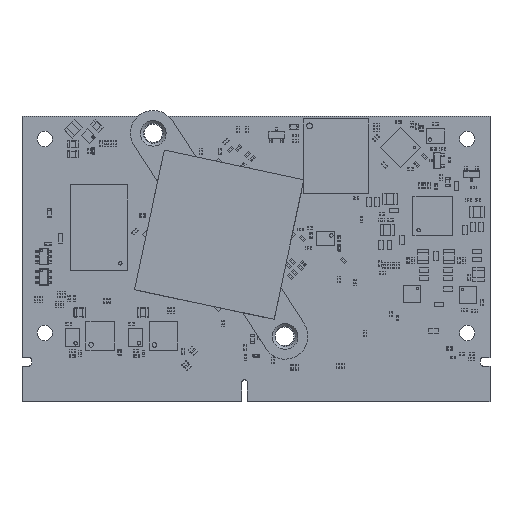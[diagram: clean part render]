
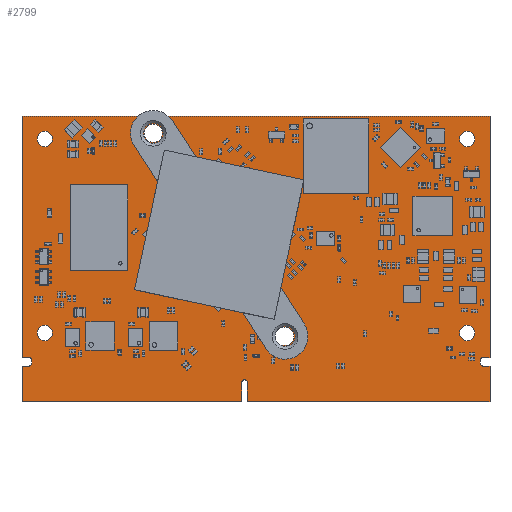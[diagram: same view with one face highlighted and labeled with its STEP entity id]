
A CAD part, top view. The second image highlights one B-rep face of the part: STEP entity #2799.
In plain terms, the highlighted planar face has unit normal (0, 0, 1).
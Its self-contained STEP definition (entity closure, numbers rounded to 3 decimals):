
#1932 = VERTEX_POINT('',#1933);
#1933 = CARTESIAN_POINT('',(0.,6.2,1.2));
#1939 = EDGE_CURVE('',#1932,#1940,#1942,.T.);
#1940 = VERTEX_POINT('',#1941);
#1941 = CARTESIAN_POINT('',(1.2,6.2,1.2));
#1942 = LINE('',#1943,#1944);
#1943 = CARTESIAN_POINT('',(0.,6.2,1.2));
#1944 = VECTOR('',#1945,1.);
#1945 = DIRECTION('',(1.,0.,0.));
#1970 = EDGE_CURVE('',#1940,#1971,#1973,.T.);
#1971 = VERTEX_POINT('',#1972);
#1972 = CARTESIAN_POINT('',(1.7,6.7,1.2));
#1973 = CIRCLE('',#1974,0.498);
#1974 = AXIS2_PLACEMENT_3D('',#1975,#1976,#1977);
#1975 = CARTESIAN_POINT('',(1.202,6.698,1.2));
#1976 = DIRECTION('',(0.,0.,1.));
#1977 = DIRECTION('',(-0.003,-1.,0.));
#2003 = EDGE_CURVE('',#1971,#2004,#2006,.T.);
#2004 = VERTEX_POINT('',#2005);
#2005 = CARTESIAN_POINT('',(1.7,7.2,1.2));
#2006 = LINE('',#2007,#2008);
#2007 = CARTESIAN_POINT('',(1.7,6.7,1.2));
#2008 = VECTOR('',#2009,1.);
#2009 = DIRECTION('',(0.,1.,0.));
#2034 = EDGE_CURVE('',#2004,#2035,#2037,.T.);
#2035 = VERTEX_POINT('',#2036);
#2036 = CARTESIAN_POINT('',(1.2,7.7,1.2));
#2037 = CIRCLE('',#2038,0.498);
#2038 = AXIS2_PLACEMENT_3D('',#2039,#2040,#2041);
#2039 = CARTESIAN_POINT('',(1.202,7.202,1.2));
#2040 = DIRECTION('',(0.,0.,1.));
#2041 = DIRECTION('',(1.,-0.003,0.));
#2067 = EDGE_CURVE('',#2035,#2068,#2070,.T.);
#2068 = VERTEX_POINT('',#2069);
#2069 = CARTESIAN_POINT('',(0.,7.7,1.2));
#2070 = LINE('',#2071,#2072);
#2071 = CARTESIAN_POINT('',(1.2,7.7,1.2));
#2072 = VECTOR('',#2073,1.);
#2073 = DIRECTION('',(-1.,0.,0.));
#2098 = EDGE_CURVE('',#2068,#2099,#2101,.T.);
#2099 = VERTEX_POINT('',#2100);
#2100 = CARTESIAN_POINT('',(0.,50.,1.2));
#2101 = LINE('',#2102,#2103);
#2102 = CARTESIAN_POINT('',(0.,7.7,1.2));
#2103 = VECTOR('',#2104,1.);
#2104 = DIRECTION('',(0.,1.,0.));
#2129 = EDGE_CURVE('',#2099,#2130,#2132,.T.);
#2130 = VERTEX_POINT('',#2131);
#2131 = CARTESIAN_POINT('',(82.,50.,1.2));
#2132 = LINE('',#2133,#2134);
#2133 = CARTESIAN_POINT('',(0.,50.,1.2));
#2134 = VECTOR('',#2135,1.);
#2135 = DIRECTION('',(1.,0.,0.));
#2160 = EDGE_CURVE('',#2130,#2161,#2163,.T.);
#2161 = VERTEX_POINT('',#2162);
#2162 = CARTESIAN_POINT('',(82.,7.7,1.2));
#2163 = LINE('',#2164,#2165);
#2164 = CARTESIAN_POINT('',(82.,50.,1.2));
#2165 = VECTOR('',#2166,1.);
#2166 = DIRECTION('',(0.,-1.,0.));
#2191 = EDGE_CURVE('',#2161,#2192,#2194,.T.);
#2192 = VERTEX_POINT('',#2193);
#2193 = CARTESIAN_POINT('',(80.8,7.7,1.2));
#2194 = LINE('',#2195,#2196);
#2195 = CARTESIAN_POINT('',(82.,7.7,1.2));
#2196 = VECTOR('',#2197,1.);
#2197 = DIRECTION('',(-1.,0.,0.));
#2222 = EDGE_CURVE('',#2192,#2223,#2225,.T.);
#2223 = VERTEX_POINT('',#2224);
#2224 = CARTESIAN_POINT('',(80.3,7.2,1.2));
#2225 = CIRCLE('',#2226,0.498);
#2226 = AXIS2_PLACEMENT_3D('',#2227,#2228,#2229);
#2227 = CARTESIAN_POINT('',(80.798,7.202,1.2));
#2228 = DIRECTION('',(0.,0.,1.));
#2229 = DIRECTION('',(0.003,1.,0.));
#2255 = EDGE_CURVE('',#2223,#2256,#2258,.T.);
#2256 = VERTEX_POINT('',#2257);
#2257 = CARTESIAN_POINT('',(80.3,6.7,1.2));
#2258 = LINE('',#2259,#2260);
#2259 = CARTESIAN_POINT('',(80.3,7.2,1.2));
#2260 = VECTOR('',#2261,1.);
#2261 = DIRECTION('',(0.,-1.,0.));
#2286 = EDGE_CURVE('',#2256,#2287,#2289,.T.);
#2287 = VERTEX_POINT('',#2288);
#2288 = CARTESIAN_POINT('',(80.8,6.2,1.2));
#2289 = CIRCLE('',#2290,0.498);
#2290 = AXIS2_PLACEMENT_3D('',#2291,#2292,#2293);
#2291 = CARTESIAN_POINT('',(80.798,6.698,1.2));
#2292 = DIRECTION('',(0.,0.,1.));
#2293 = DIRECTION('',(-1.,0.003,0.));
#2319 = EDGE_CURVE('',#2287,#2320,#2322,.T.);
#2320 = VERTEX_POINT('',#2321);
#2321 = CARTESIAN_POINT('',(82.,6.2,1.2));
#2322 = LINE('',#2323,#2324);
#2323 = CARTESIAN_POINT('',(80.8,6.2,1.2));
#2324 = VECTOR('',#2325,1.);
#2325 = DIRECTION('',(1.,0.,0.));
#2350 = EDGE_CURVE('',#2320,#2351,#2353,.T.);
#2351 = VERTEX_POINT('',#2352);
#2352 = CARTESIAN_POINT('',(82.,0.,1.2));
#2353 = LINE('',#2354,#2355);
#2354 = CARTESIAN_POINT('',(82.,6.2,1.2));
#2355 = VECTOR('',#2356,1.);
#2356 = DIRECTION('',(0.,-1.,0.));
#2381 = EDGE_CURVE('',#2351,#2382,#2384,.T.);
#2382 = VERTEX_POINT('',#2383);
#2383 = CARTESIAN_POINT('',(39.5,0.,1.2));
#2384 = LINE('',#2385,#2386);
#2385 = CARTESIAN_POINT('',(82.,0.,1.2));
#2386 = VECTOR('',#2387,1.);
#2387 = DIRECTION('',(-1.,0.,0.));
#2412 = EDGE_CURVE('',#2382,#2413,#2415,.T.);
#2413 = VERTEX_POINT('',#2414);
#2414 = CARTESIAN_POINT('',(39.5,3.3,1.2));
#2415 = LINE('',#2416,#2417);
#2416 = CARTESIAN_POINT('',(39.5,0.,1.2));
#2417 = VECTOR('',#2418,1.);
#2418 = DIRECTION('',(0.,1.,0.));
#2443 = EDGE_CURVE('',#2413,#2444,#2446,.T.);
#2444 = VERTEX_POINT('',#2445);
#2445 = CARTESIAN_POINT('',(38.5,3.3,1.2));
#2446 = CIRCLE('',#2447,0.5);
#2447 = AXIS2_PLACEMENT_3D('',#2448,#2449,#2450);
#2448 = CARTESIAN_POINT('',(39.,3.3,1.2));
#2449 = DIRECTION('',(0.,0.,1.));
#2450 = DIRECTION('',(1.,0.,0.));
#2476 = EDGE_CURVE('',#2444,#2477,#2479,.T.);
#2477 = VERTEX_POINT('',#2478);
#2478 = CARTESIAN_POINT('',(38.5,0.,1.2));
#2479 = LINE('',#2480,#2481);
#2480 = CARTESIAN_POINT('',(38.5,3.3,1.2));
#2481 = VECTOR('',#2482,1.);
#2482 = DIRECTION('',(0.,-1.,0.));
#2507 = EDGE_CURVE('',#2477,#2508,#2510,.T.);
#2508 = VERTEX_POINT('',#2509);
#2509 = CARTESIAN_POINT('',(0.,0.,1.2));
#2510 = LINE('',#2511,#2512);
#2511 = CARTESIAN_POINT('',(38.5,0.,1.2));
#2512 = VECTOR('',#2513,1.);
#2513 = DIRECTION('',(-1.,0.,0.));
#2538 = EDGE_CURVE('',#2508,#1932,#2539,.T.);
#2539 = LINE('',#2540,#2541);
#2540 = CARTESIAN_POINT('',(0.,0.,1.2));
#2541 = VECTOR('',#2542,1.);
#2542 = DIRECTION('',(0.,1.,0.));
#2562 = VERTEX_POINT('',#2563);
#2563 = CARTESIAN_POINT('',(5.35,12.,1.2));
#2569 = EDGE_CURVE('',#2562,#2562,#2570,.T.);
#2570 = CIRCLE('',#2571,1.35);
#2571 = AXIS2_PLACEMENT_3D('',#2572,#2573,#2574);
#2572 = CARTESIAN_POINT('',(4.,12.,1.2));
#2573 = DIRECTION('',(0.,0.,1.));
#2574 = DIRECTION('',(1.,0.,0.));
#2595 = VERTEX_POINT('',#2596);
#2596 = CARTESIAN_POINT('',(5.35,46.,1.2));
#2602 = EDGE_CURVE('',#2595,#2595,#2603,.T.);
#2603 = CIRCLE('',#2604,1.35);
#2604 = AXIS2_PLACEMENT_3D('',#2605,#2606,#2607);
#2605 = CARTESIAN_POINT('',(4.,46.,1.2));
#2606 = DIRECTION('',(0.,0.,1.));
#2607 = DIRECTION('',(1.,0.,0.));
#2628 = VERTEX_POINT('',#2629);
#2629 = CARTESIAN_POINT('',(24.6,47.,1.2));
#2635 = EDGE_CURVE('',#2628,#2628,#2636,.T.);
#2636 = CIRCLE('',#2637,1.6);
#2637 = AXIS2_PLACEMENT_3D('',#2638,#2639,#2640);
#2638 = CARTESIAN_POINT('',(23.,47.,1.2));
#2639 = DIRECTION('',(0.,0.,1.));
#2640 = DIRECTION('',(1.,0.,0.));
#2661 = VERTEX_POINT('',#2662);
#2662 = CARTESIAN_POINT('',(47.6,11.4,1.2));
#2668 = EDGE_CURVE('',#2661,#2661,#2669,.T.);
#2669 = CIRCLE('',#2670,1.6);
#2670 = AXIS2_PLACEMENT_3D('',#2671,#2672,#2673);
#2671 = CARTESIAN_POINT('',(46.,11.4,1.2));
#2672 = DIRECTION('',(0.,0.,1.));
#2673 = DIRECTION('',(1.,0.,0.));
#2694 = VERTEX_POINT('',#2695);
#2695 = CARTESIAN_POINT('',(79.35,46.,1.2));
#2701 = EDGE_CURVE('',#2694,#2694,#2702,.T.);
#2702 = CIRCLE('',#2703,1.35);
#2703 = AXIS2_PLACEMENT_3D('',#2704,#2705,#2706);
#2704 = CARTESIAN_POINT('',(78.,46.,1.2));
#2705 = DIRECTION('',(0.,0.,1.));
#2706 = DIRECTION('',(1.,0.,0.));
#2727 = VERTEX_POINT('',#2728);
#2728 = CARTESIAN_POINT('',(79.35,12.,1.2));
#2734 = EDGE_CURVE('',#2727,#2727,#2735,.T.);
#2735 = CIRCLE('',#2736,1.35);
#2736 = AXIS2_PLACEMENT_3D('',#2737,#2738,#2739);
#2737 = CARTESIAN_POINT('',(78.,12.,1.2));
#2738 = DIRECTION('',(0.,0.,1.));
#2739 = DIRECTION('',(1.,0.,0.));
#2799 = ADVANCED_FACE('',(#2800,#2822,#2825,#2828,#2831,#2834,#2837),
  #2840,.F.);
#2800 = FACE_BOUND('',#2801,.F.);
#2801 = EDGE_LOOP('',(#2802,#2803,#2804,#2805,#2806,#2807,#2808,#2809,
    #2810,#2811,#2812,#2813,#2814,#2815,#2816,#2817,#2818,#2819,#2820,
    #2821));
#2802 = ORIENTED_EDGE('',*,*,#1939,.T.);
#2803 = ORIENTED_EDGE('',*,*,#1970,.T.);
#2804 = ORIENTED_EDGE('',*,*,#2003,.T.);
#2805 = ORIENTED_EDGE('',*,*,#2034,.T.);
#2806 = ORIENTED_EDGE('',*,*,#2067,.T.);
#2807 = ORIENTED_EDGE('',*,*,#2098,.T.);
#2808 = ORIENTED_EDGE('',*,*,#2129,.T.);
#2809 = ORIENTED_EDGE('',*,*,#2160,.T.);
#2810 = ORIENTED_EDGE('',*,*,#2191,.T.);
#2811 = ORIENTED_EDGE('',*,*,#2222,.T.);
#2812 = ORIENTED_EDGE('',*,*,#2255,.T.);
#2813 = ORIENTED_EDGE('',*,*,#2286,.T.);
#2814 = ORIENTED_EDGE('',*,*,#2319,.T.);
#2815 = ORIENTED_EDGE('',*,*,#2350,.T.);
#2816 = ORIENTED_EDGE('',*,*,#2381,.T.);
#2817 = ORIENTED_EDGE('',*,*,#2412,.T.);
#2818 = ORIENTED_EDGE('',*,*,#2443,.T.);
#2819 = ORIENTED_EDGE('',*,*,#2476,.T.);
#2820 = ORIENTED_EDGE('',*,*,#2507,.T.);
#2821 = ORIENTED_EDGE('',*,*,#2538,.T.);
#2822 = FACE_BOUND('',#2823,.F.);
#2823 = EDGE_LOOP('',(#2824));
#2824 = ORIENTED_EDGE('',*,*,#2569,.T.);
#2825 = FACE_BOUND('',#2826,.F.);
#2826 = EDGE_LOOP('',(#2827));
#2827 = ORIENTED_EDGE('',*,*,#2602,.T.);
#2828 = FACE_BOUND('',#2829,.F.);
#2829 = EDGE_LOOP('',(#2830));
#2830 = ORIENTED_EDGE('',*,*,#2635,.T.);
#2831 = FACE_BOUND('',#2832,.F.);
#2832 = EDGE_LOOP('',(#2833));
#2833 = ORIENTED_EDGE('',*,*,#2668,.T.);
#2834 = FACE_BOUND('',#2835,.F.);
#2835 = EDGE_LOOP('',(#2836));
#2836 = ORIENTED_EDGE('',*,*,#2701,.T.);
#2837 = FACE_BOUND('',#2838,.F.);
#2838 = EDGE_LOOP('',(#2839));
#2839 = ORIENTED_EDGE('',*,*,#2734,.T.);
#2840 = PLANE('',#2841);
#2841 = AXIS2_PLACEMENT_3D('',#2842,#2843,#2844);
#2842 = CARTESIAN_POINT('',(0.,6.2,1.2));
#2843 = DIRECTION('',(0.,0.,-1.));
#2844 = DIRECTION('',(-1.,0.,0.));
